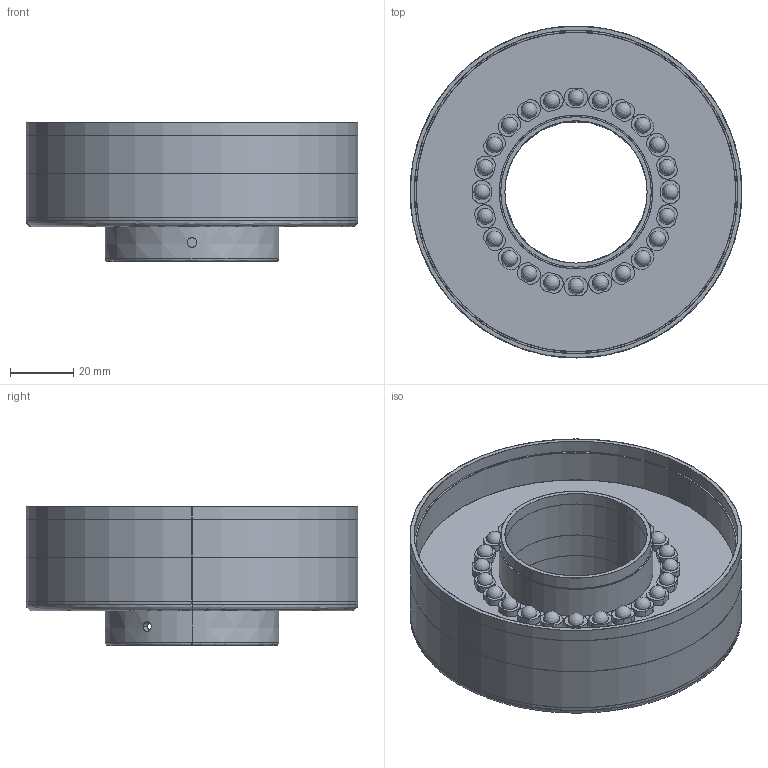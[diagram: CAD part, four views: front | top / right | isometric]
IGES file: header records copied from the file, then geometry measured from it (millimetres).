
Global section: file name: Filename.iges; native system: Open CASCADE 7.3; preprocessor: Open CASCADE IGES processor 7.3; date: 20210312.155121; units: millimetre
Bounding box: 105 x 105 x 44 mm (x, y, z)
Surface area: 75202.2 mm2 (no closed solid volume)
Topology: 0 solids, 0 shells, 294 faces, 6496 edges, 6448 vertices
Faces by surface type: revolution 157, bspline 137
